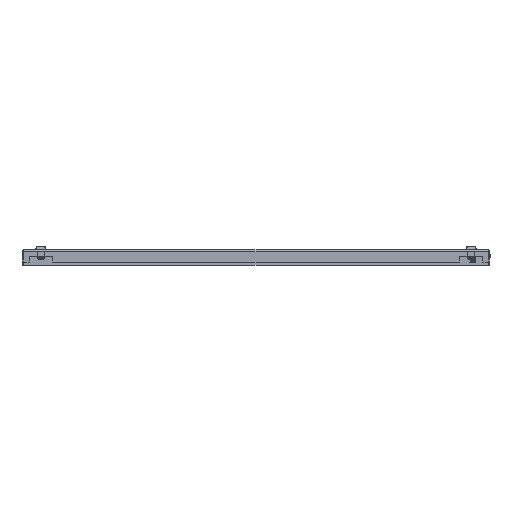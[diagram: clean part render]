
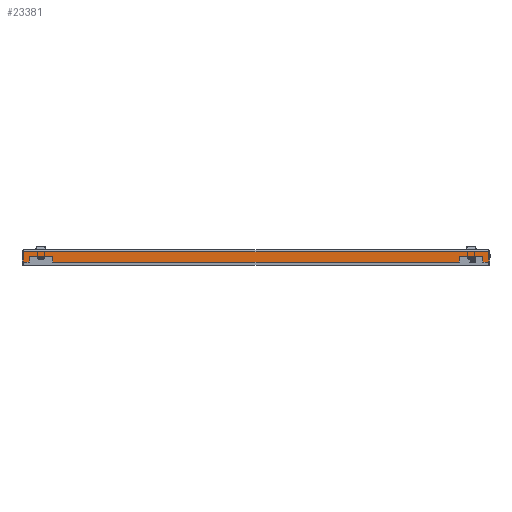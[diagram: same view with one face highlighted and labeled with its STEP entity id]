
A CAD part, left-side view. The second image highlights one B-rep face of the part: STEP entity #23381.
In plain terms, the highlighted planar face has unit normal (-1, 0, 0).
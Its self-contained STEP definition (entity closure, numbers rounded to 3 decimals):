
#4364 = EDGE_CURVE ( 'NONE', #36614, #36596, #36315, .T. ) ;
#4365 = EDGE_CURVE ( 'NONE', #36614, #36626, #36321, .T. ) ;
#4366 = EDGE_CURVE ( 'NONE', #36626, #36628, #36313, .T. ) ;
#9584 = DIRECTION ( 'NONE',  ( 0., 0., -1. ) ) ;
#9586 = DIRECTION ( 'NONE',  ( 1., 0., 0. ) ) ;
#9590 = PLANE ( 'NONE',  #93362 ) ;
#9670 = CARTESIAN_POINT ( 'NONE',  ( -432.5, -298., 0. ) ) ;
#12153 = EDGE_CURVE ( 'NONE', #36632, #36634, #36329, .T. ) ;
#12154 = EDGE_CURVE ( 'NONE', #36636, #36638, #36333, .T. ) ;
#12155 = EDGE_CURVE ( 'NONE', #36638, #36640, #36343, .T. ) ;
#12157 = EDGE_CURVE ( 'NONE', #36630, #36632, #36345, .T. ) ;
#12158 = EDGE_CURVE ( 'NONE', #36634, #36636, #36349, .T. ) ;
#12159 = EDGE_CURVE ( 'NONE', #36628, #36630, #36353, .T. ) ;
#12160 = EDGE_CURVE ( 'NONE', #36640, #36642, #36357, .T. ) ;
#12161 = EDGE_CURVE ( 'NONE', #36642, #36644, #36361, .T. ) ;
#12162 = EDGE_CURVE ( 'NONE', #36596, #36644, #36365, .T. ) ;
#23381 = ADVANCED_FACE ( 'NONE', ( #37171 ), #9590, .F. ) ;
#36313 = LINE ( 'NONE', #54715, #36331 ) ;
#36315 = LINE ( 'NONE', #54688, #36323 ) ;
#36321 = LINE ( 'NONE', #54686, #36327 ) ;
#36323 = VECTOR ( 'NONE', #54687, 1000. ) ;
#36325 = VECTOR ( 'NONE', #54562, 1000. ) ;
#36327 = VECTOR ( 'NONE', #54684, 1000. ) ;
#36329 = LINE ( 'NONE', #54566, #36341 ) ;
#36331 = VECTOR ( 'NONE', #54683, 1000. ) ;
#36333 = LINE ( 'NONE', #54564, #36325 ) ;
#36339 = VECTOR ( 'NONE', #54560, 1000. ) ;
#36341 = VECTOR ( 'NONE', #54565, 1000. ) ;
#36343 = LINE ( 'NONE', #54561, #36339 ) ;
#36345 = LINE ( 'NONE', #54563, #36351 ) ;
#36349 = LINE ( 'NONE', #54555, #36355 ) ;
#36351 = VECTOR ( 'NONE', #54556, 1000. ) ;
#36353 = LINE ( 'NONE', #54553, #36359 ) ;
#36355 = VECTOR ( 'NONE', #54554, 1000. ) ;
#36357 = LINE ( 'NONE', #54551, #36363 ) ;
#36359 = VECTOR ( 'NONE', #54552, 1000. ) ;
#36361 = LINE ( 'NONE', #54549, #36367 ) ;
#36363 = VECTOR ( 'NONE', #54550, 1000. ) ;
#36365 = LINE ( 'NONE', #54547, #36371 ) ;
#36367 = VECTOR ( 'NONE', #54548, 1000. ) ;
#36371 = VECTOR ( 'NONE', #54545, 1000. ) ;
#36596 = VERTEX_POINT ( 'NONE', #77551 ) ;
#36614 = VERTEX_POINT ( 'NONE', #77569 ) ;
#36626 = VERTEX_POINT ( 'NONE', #77581 ) ;
#36628 = VERTEX_POINT ( 'NONE', #77583 ) ;
#36630 = VERTEX_POINT ( 'NONE', #77585 ) ;
#36632 = VERTEX_POINT ( 'NONE', #77587 ) ;
#36634 = VERTEX_POINT ( 'NONE', #77589 ) ;
#36636 = VERTEX_POINT ( 'NONE', #77591 ) ;
#36638 = VERTEX_POINT ( 'NONE', #77593 ) ;
#36640 = VERTEX_POINT ( 'NONE', #77595 ) ;
#36642 = VERTEX_POINT ( 'NONE', #77597 ) ;
#36644 = VERTEX_POINT ( 'NONE', #77599 ) ;
#37171 = FACE_OUTER_BOUND ( 'NONE', #53621, .T. ) ;
#52817 = ORIENTED_EDGE ( 'NONE', *, *, #4364, .F. ) ;
#52818 = ORIENTED_EDGE ( 'NONE', *, *, #4365, .T. ) ;
#52819 = ORIENTED_EDGE ( 'NONE', *, *, #4366, .T. ) ;
#52820 = ORIENTED_EDGE ( 'NONE', *, *, #12159, .T. ) ;
#52821 = ORIENTED_EDGE ( 'NONE', *, *, #12157, .T. ) ;
#52822 = ORIENTED_EDGE ( 'NONE', *, *, #12153, .T. ) ;
#52823 = ORIENTED_EDGE ( 'NONE', *, *, #12158, .T. ) ;
#52824 = ORIENTED_EDGE ( 'NONE', *, *, #12154, .T. ) ;
#52825 = ORIENTED_EDGE ( 'NONE', *, *, #12155, .T. ) ;
#52826 = ORIENTED_EDGE ( 'NONE', *, *, #12160, .T. ) ;
#52827 = ORIENTED_EDGE ( 'NONE', *, *, #12161, .T. ) ;
#52828 = ORIENTED_EDGE ( 'NONE', *, *, #12162, .F. ) ;
#53621 = EDGE_LOOP ( 'NONE', ( #52817, #52818, #52819, #52820, #52821, #52822, #52823, #52824, #52825, #52826, #52827, #52828 ) ) ;
#54545 = DIRECTION ( 'NONE',  ( 0., 0., -1. ) ) ;
#54547 = CARTESIAN_POINT ( 'NONE',  ( -432.5, -297.999, 595.401 ) ) ;
#54548 = DIRECTION ( 'NONE',  ( 0., -1., 0. ) ) ;
#54549 = CARTESIAN_POINT ( 'NONE',  ( -432.5, -298., -14. ) ) ;
#54550 = DIRECTION ( 'NONE',  ( 0., 0., -1. ) ) ;
#54551 = CARTESIAN_POINT ( 'NONE',  ( -432.5, -290., -14. ) ) ;
#54552 = DIRECTION ( 'NONE',  ( 0., 0., 1. ) ) ;
#54553 = CARTESIAN_POINT ( 'NONE',  ( -432.5, 290., -14. ) ) ;
#54554 = DIRECTION ( 'NONE',  ( 0., -1., 0. ) ) ;
#54555 = CARTESIAN_POINT ( 'NONE',  ( -432.5, -298., -14. ) ) ;
#54556 = DIRECTION ( 'NONE',  ( 0., -1., 0. ) ) ;
#54560 = DIRECTION ( 'NONE',  ( 0., -1., 0. ) ) ;
#54561 = CARTESIAN_POINT ( 'NONE',  ( -432.5, -290., -6.5 ) ) ;
#54562 = DIRECTION ( 'NONE',  ( 0., 0., 1. ) ) ;
#54563 = CARTESIAN_POINT ( 'NONE',  ( -432.5, 290., -6.5 ) ) ;
#54564 = CARTESIAN_POINT ( 'NONE',  ( -432.5, -260., -14. ) ) ;
#54565 = DIRECTION ( 'NONE',  ( 0., 0., -1. ) ) ;
#54566 = CARTESIAN_POINT ( 'NONE',  ( -432.5, 260., -14. ) ) ;
#54683 = DIRECTION ( 'NONE',  ( 0., -1., 0. ) ) ;
#54684 = DIRECTION ( 'NONE',  ( 0., 0., -1. ) ) ;
#54686 = CARTESIAN_POINT ( 'NONE',  ( -432.5, 297.999, 595.397 ) ) ;
#54687 = DIRECTION ( 'NONE',  ( 0., -1., 0. ) ) ;
#54688 = CARTESIAN_POINT ( 'NONE',  ( -432.5, 596.003, -0.75 ) ) ;
#54715 = CARTESIAN_POINT ( 'NONE',  ( -432.5, -298., -14. ) ) ;
#77551 = CARTESIAN_POINT ( 'NONE',  ( -432.5, -298., -0.75 ) ) ;
#77569 = CARTESIAN_POINT ( 'NONE',  ( -432.5, 297.999, -0.75 ) ) ;
#77581 = CARTESIAN_POINT ( 'NONE',  ( -432.5, 297.999, -14. ) ) ;
#77583 = CARTESIAN_POINT ( 'NONE',  ( -432.5, 290., -14. ) ) ;
#77585 = CARTESIAN_POINT ( 'NONE',  ( -432.5, 290., -6.5 ) ) ;
#77587 = CARTESIAN_POINT ( 'NONE',  ( -432.5, 260., -6.5 ) ) ;
#77589 = CARTESIAN_POINT ( 'NONE',  ( -432.5, 260., -14. ) ) ;
#77591 = CARTESIAN_POINT ( 'NONE',  ( -432.5, -260., -14. ) ) ;
#77593 = CARTESIAN_POINT ( 'NONE',  ( -432.5, -260., -6.5 ) ) ;
#77595 = CARTESIAN_POINT ( 'NONE',  ( -432.5, -290., -6.5 ) ) ;
#77597 = CARTESIAN_POINT ( 'NONE',  ( -432.5, -290., -14. ) ) ;
#77599 = CARTESIAN_POINT ( 'NONE',  ( -432.5, -298., -14. ) ) ;
#93362 = AXIS2_PLACEMENT_3D ( 'NONE', #9670, #9586, #9584 ) ;
